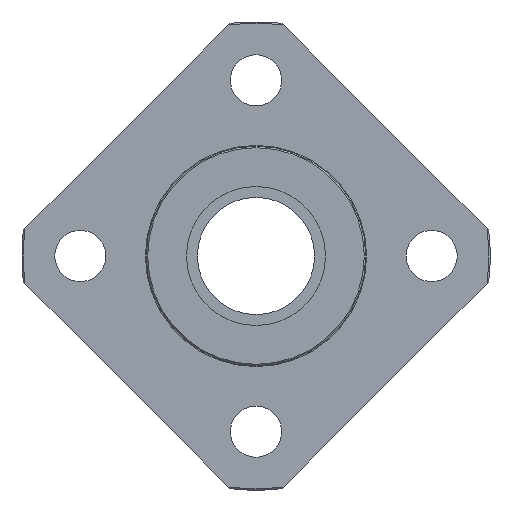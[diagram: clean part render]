
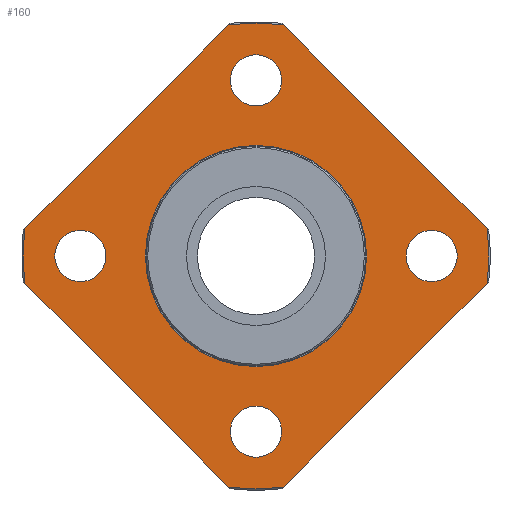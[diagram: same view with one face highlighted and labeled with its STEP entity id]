
A CAD part, left-side view. The second image highlights one B-rep face of the part: STEP entity #160.
In plain terms, the highlighted planar face has unit normal (-1, 0, 0).
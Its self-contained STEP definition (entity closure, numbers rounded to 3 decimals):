
#160 = ADVANCED_FACE( '', ( #339, #340, #341, #342, #343, #344 ), #345, .T. );
#339 = FACE_BOUND( '', #525, .T. );
#340 = FACE_BOUND( '', #526, .T. );
#341 = FACE_BOUND( '', #527, .T. );
#342 = FACE_OUTER_BOUND( '', #528, .T. );
#343 = FACE_BOUND( '', #529, .T. );
#344 = FACE_BOUND( '', #530, .T. );
#345 = PLANE( '', #531 );
#525 = EDGE_LOOP( '', ( #832 ) );
#526 = EDGE_LOOP( '', ( #833 ) );
#527 = EDGE_LOOP( '', ( #834 ) );
#528 = EDGE_LOOP( '', ( #835, #836, #837, #838, #839, #840, #841, #842 ) );
#529 = EDGE_LOOP( '', ( #843 ) );
#530 = EDGE_LOOP( '', ( #844 ) );
#531 = AXIS2_PLACEMENT_3D( '', #845, #846, #847 );
#832 = ORIENTED_EDGE( '', *, *, #983, .T. );
#833 = ORIENTED_EDGE( '', *, *, #1021, .T. );
#834 = ORIENTED_EDGE( '', *, *, #1023, .T. );
#835 = ORIENTED_EDGE( '', *, *, #988, .F. );
#836 = ORIENTED_EDGE( '', *, *, #925, .F. );
#837 = ORIENTED_EDGE( '', *, *, #1005, .F. );
#838 = ORIENTED_EDGE( '', *, *, #975, .F. );
#839 = ORIENTED_EDGE( '', *, *, #1001, .F. );
#840 = ORIENTED_EDGE( '', *, *, #997, .F. );
#841 = ORIENTED_EDGE( '', *, *, #1024, .F. );
#842 = ORIENTED_EDGE( '', *, *, #949, .F. );
#843 = ORIENTED_EDGE( '', *, *, #935, .T. );
#844 = ORIENTED_EDGE( '', *, *, #1025, .T. );
#845 = CARTESIAN_POINT( '', ( 5., 15.9, 0. ) );
#846 = DIRECTION( '', ( -1., 0., 0. ) );
#847 = DIRECTION( '', ( 0., 0., 1. ) );
#925 = EDGE_CURVE( '', #1058, #1060, #1061, .T. );
#935 = EDGE_CURVE( '', #1077, #1077, #1078, .T. );
#949 = EDGE_CURVE( '', #1097, #1099, #1100, .T. );
#975 = EDGE_CURVE( '', #1139, #1141, #1142, .T. );
#983 = EDGE_CURVE( '', #1152, #1152, #1153, .T. );
#988 = EDGE_CURVE( '', #1060, #1097, #1160, .T. );
#997 = EDGE_CURVE( '', #1172, #1174, #1175, .T. );
#1001 = EDGE_CURVE( '', #1174, #1139, #1179, .T. );
#1005 = EDGE_CURVE( '', #1141, #1058, #1184, .T. );
#1021 = EDGE_CURVE( '', #1205, #1205, #1206, .F. );
#1023 = EDGE_CURVE( '', #1208, #1208, #1209, .T. );
#1024 = EDGE_CURVE( '', #1099, #1172, #1210, .T. );
#1025 = EDGE_CURVE( '', #1211, #1211, #1212, .T. );
#1058 = VERTEX_POINT( '', #1257 );
#1060 = VERTEX_POINT( '', #1262 );
#1061 = LINE( '', #1263, #1264 );
#1077 = VERTEX_POINT( '', #1288 );
#1078 = CIRCLE( '', #1289, 1.75 );
#1097 = VERTEX_POINT( '', #1313 );
#1099 = VERTEX_POINT( '', #1318 );
#1100 = LINE( '', #1319, #1320 );
#1139 = VERTEX_POINT( '', #1371 );
#1141 = VERTEX_POINT( '', #1376 );
#1142 = LINE( '', #1377, #1378 );
#1152 = VERTEX_POINT( '', #1395 );
#1153 = CIRCLE( '', #1396, 7.557 );
#1160 = CIRCLE( '', #1403, 15.9 );
#1172 = VERTEX_POINT( '', #1415 );
#1174 = VERTEX_POINT( '', #1420 );
#1175 = LINE( '', #1421, #1422 );
#1179 = CIRCLE( '', #1432, 15.9 );
#1184 = CIRCLE( '', #1437, 15.9 );
#1205 = VERTEX_POINT( '', #1458 );
#1206 = CIRCLE( '', #1459, 1.75 );
#1208 = VERTEX_POINT( '', #1461 );
#1209 = CIRCLE( '', #1462, 1.75 );
#1210 = CIRCLE( '', #1463, 15.9 );
#1211 = VERTEX_POINT( '', #1464 );
#1212 = CIRCLE( '', #1465, 1.75 );
#1257 = CARTESIAN_POINT( '', ( 5., 1.89, -15.787 ) );
#1262 = CARTESIAN_POINT( '', ( 5., 15.787, -1.89 ) );
#1263 = CARTESIAN_POINT( '', ( 5., 16.789, -0.889 ) );
#1264 = VECTOR( '', #1493, 1000. );
#1288 = CARTESIAN_POINT( '', ( 5., -12., -1.75 ) );
#1289 = AXIS2_PLACEMENT_3D( '', #1505, #1506, #1507 );
#1313 = CARTESIAN_POINT( '', ( 5., 15.787, 1.89 ) );
#1318 = CARTESIAN_POINT( '', ( 5., 1.89, 15.787 ) );
#1319 = CARTESIAN_POINT( '', ( 5., 16.789, 0.889 ) );
#1320 = VECTOR( '', #1525, 1000. );
#1371 = CARTESIAN_POINT( '', ( 5., -15.787, -1.89 ) );
#1376 = CARTESIAN_POINT( '', ( 5., -1.89, -15.787 ) );
#1377 = CARTESIAN_POINT( '', ( 5., -0.889, -16.789 ) );
#1378 = VECTOR( '', #1565, 1000. );
#1395 = CARTESIAN_POINT( '', ( 5., 0., -7.557 ) );
#1396 = AXIS2_PLACEMENT_3D( '', #1573, #1574, #1575 );
#1403 = AXIS2_PLACEMENT_3D( '', #1582, #1583, #1584 );
#1415 = CARTESIAN_POINT( '', ( 5., -1.89, 15.787 ) );
#1420 = CARTESIAN_POINT( '', ( 5., -15.787, 1.89 ) );
#1421 = CARTESIAN_POINT( '', ( 5., -0.889, 16.789 ) );
#1422 = VECTOR( '', #1597, 1000. );
#1432 = AXIS2_PLACEMENT_3D( '', #1598, #1599, #1600 );
#1437 = AXIS2_PLACEMENT_3D( '', #1604, #1605, #1606 );
#1458 = CARTESIAN_POINT( '', ( 5., 12., 1.75 ) );
#1459 = AXIS2_PLACEMENT_3D( '', #1622, #1623, #1624 );
#1461 = CARTESIAN_POINT( '', ( 5., 0., -13.75 ) );
#1462 = AXIS2_PLACEMENT_3D( '', #1625, #1626, #1627 );
#1463 = AXIS2_PLACEMENT_3D( '', #1628, #1629, #1630 );
#1464 = CARTESIAN_POINT( '', ( 5., 0., 10.25 ) );
#1465 = AXIS2_PLACEMENT_3D( '', #1631, #1632, #1633 );
#1493 = DIRECTION( '', ( 0., 0.707, 0.707 ) );
#1505 = CARTESIAN_POINT( '', ( 5., -12., 0. ) );
#1506 = DIRECTION( '', ( 1., 0., 0. ) );
#1507 = DIRECTION( '', ( 0., 0., -1. ) );
#1525 = DIRECTION( '', ( 0., -0.707, 0.707 ) );
#1565 = DIRECTION( '', ( 0., 0.707, -0.707 ) );
#1573 = CARTESIAN_POINT( '', ( 5., 0., 0. ) );
#1574 = DIRECTION( '', ( 1., 0., 0. ) );
#1575 = DIRECTION( '', ( 0., 0., -1. ) );
#1582 = CARTESIAN_POINT( '', ( 5., 0., 0. ) );
#1583 = DIRECTION( '', ( 1., 0., 0. ) );
#1584 = DIRECTION( '', ( 0., 0., -1. ) );
#1597 = DIRECTION( '', ( 0., -0.707, -0.707 ) );
#1598 = CARTESIAN_POINT( '', ( 5., 0., 0. ) );
#1599 = DIRECTION( '', ( 1., 0., 0. ) );
#1600 = DIRECTION( '', ( 0., 0., -1. ) );
#1604 = CARTESIAN_POINT( '', ( 5., 0., 0. ) );
#1605 = DIRECTION( '', ( 1., 0., 0. ) );
#1606 = DIRECTION( '', ( 0., 0., -1. ) );
#1622 = CARTESIAN_POINT( '', ( 5., 12., 0. ) );
#1623 = DIRECTION( '', ( -1., 0., 0. ) );
#1624 = DIRECTION( '', ( 0., 0., 1. ) );
#1625 = CARTESIAN_POINT( '', ( 5., 0., -12. ) );
#1626 = DIRECTION( '', ( 1., 0., 0. ) );
#1627 = DIRECTION( '', ( 0., 0., -1. ) );
#1628 = CARTESIAN_POINT( '', ( 5., 0., 0. ) );
#1629 = DIRECTION( '', ( 1., 0., 0. ) );
#1630 = DIRECTION( '', ( 0., 0., -1. ) );
#1631 = CARTESIAN_POINT( '', ( 5., 0., 12. ) );
#1632 = DIRECTION( '', ( 1., 0., 0. ) );
#1633 = DIRECTION( '', ( 0., 0., -1. ) );
